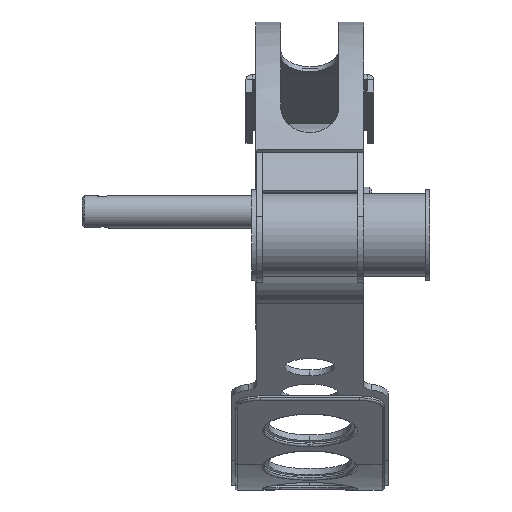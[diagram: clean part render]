
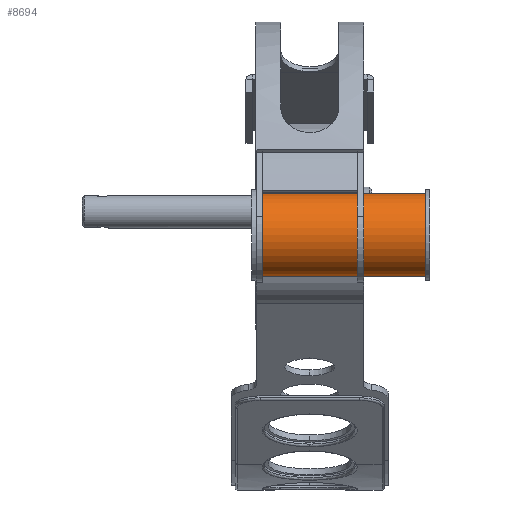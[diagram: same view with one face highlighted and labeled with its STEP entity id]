
A CAD part, front view. The second image highlights one B-rep face of the part: STEP entity #8694.
In plain terms, the highlighted cylindrical face has radius 10 mm (diameter 20 mm), a partial arc.
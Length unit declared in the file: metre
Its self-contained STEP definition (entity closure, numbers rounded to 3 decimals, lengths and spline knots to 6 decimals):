
#115 = VECTOR ( 'NONE', #12139, 1. ) ;
#158 = DIRECTION ( 'NONE',  ( 1., 0., 0. ) ) ;
#231 = CARTESIAN_POINT ( 'NONE',  ( -0.013, 0.079091, -0.303774 ) ) ;
#351 = CYLINDRICAL_SURFACE ( 'NONE', #12822, 0.01 ) ;
#792 = FACE_OUTER_BOUND ( 'NONE', #8634, .T. ) ;
#1671 = DIRECTION ( 'NONE',  ( 0., 0., 1. ) ) ;
#2843 = ORIENTED_EDGE ( 'NONE', *, *, #18299, .F. ) ;
#2919 = VERTEX_POINT ( 'NONE', #4251 ) ;
#3183 = EDGE_CURVE ( 'NONE', #15297, #10115, #7052, .T. ) ;
#4251 = CARTESIAN_POINT ( 'NONE',  ( -0.013, 0.079091, -0.313774 ) ) ;
#4540 = VERTEX_POINT ( 'NONE', #15794 ) ;
#4826 = ORIENTED_EDGE ( 'NONE', *, *, #3183, .F. ) ;
#4938 = CARTESIAN_POINT ( 'NONE',  ( 0.028, 0.079091, -0.303774 ) ) ;
#5233 = EDGE_CURVE ( 'NONE', #4540, #2919, #14196, .T. ) ;
#5345 = EDGE_CURVE ( 'NONE', #2919, #10115, #7727, .T. ) ;
#5486 = ORIENTED_EDGE ( 'NONE', *, *, #5345, .T. ) ;
#6323 = VECTOR ( 'NONE', #14209, 1. ) ;
#6365 = DIRECTION ( 'NONE',  ( 0., 0., -1. ) ) ;
#6375 = CARTESIAN_POINT ( 'NONE',  ( -0.041284, 0.079091, -0.313774 ) ) ;
#6906 = ORIENTED_EDGE ( 'NONE', *, *, #5233, .T. ) ;
#7052 = CIRCLE ( 'NONE', #11682, 0.01 ) ;
#7288 = DIRECTION ( 'NONE',  ( 0., 0., -1. ) ) ;
#7727 = LINE ( 'NONE', #6375, #115 ) ;
#8494 = CARTESIAN_POINT ( 'NONE',  ( -0.041284, 0.079091, -0.293774 ) ) ;
#8634 = EDGE_LOOP ( 'NONE', ( #2843, #6906, #5486, #4826 ) ) ;
#8694 = ADVANCED_FACE ( 'NONE', ( #792 ), #351, .T. ) ;
#8706 = CARTESIAN_POINT ( 'NONE',  ( 0.028, 0.079091, -0.293774 ) ) ;
#9399 = CARTESIAN_POINT ( 'NONE',  ( 0.028, 0.079091, -0.313774 ) ) ;
#10115 = VERTEX_POINT ( 'NONE', #9399 ) ;
#10246 = DIRECTION ( 'NONE',  ( 1., 0., 0. ) ) ;
#11682 = AXIS2_PLACEMENT_3D ( 'NONE', #4938, #14932, #6365 ) ;
#12139 = DIRECTION ( 'NONE',  ( 1., 0., 0. ) ) ;
#12822 = AXIS2_PLACEMENT_3D ( 'NONE', #17246, #158, #7288 ) ;
#13020 = AXIS2_PLACEMENT_3D ( 'NONE', #231, #10246, #1671 ) ;
#14196 = CIRCLE ( 'NONE', #13020, 0.01 ) ;
#14209 = DIRECTION ( 'NONE',  ( 1., 0., 0. ) ) ;
#14826 = LINE ( 'NONE', #8494, #6323 ) ;
#14932 = DIRECTION ( 'NONE',  ( 1., 0., 0. ) ) ;
#15297 = VERTEX_POINT ( 'NONE', #8706 ) ;
#15794 = CARTESIAN_POINT ( 'NONE',  ( -0.013, 0.079091, -0.293774 ) ) ;
#17246 = CARTESIAN_POINT ( 'NONE',  ( -0.041284, 0.079091, -0.303774 ) ) ;
#18299 = EDGE_CURVE ( 'NONE', #4540, #15297, #14826, .T. ) ;
